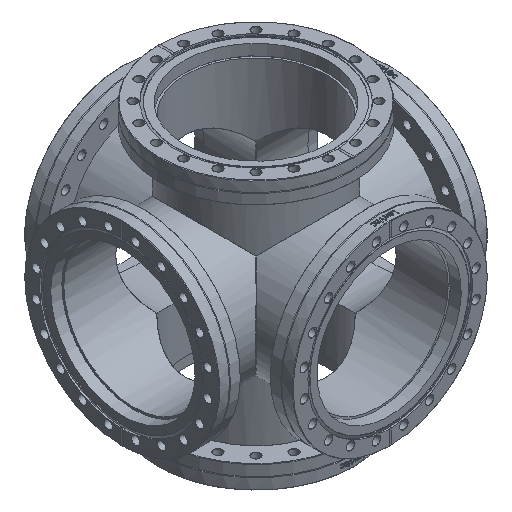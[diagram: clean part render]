
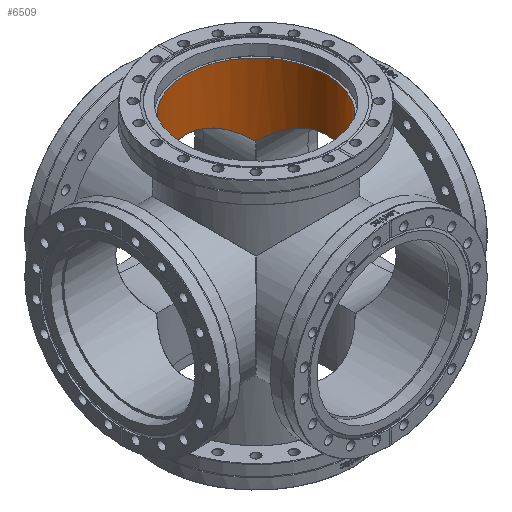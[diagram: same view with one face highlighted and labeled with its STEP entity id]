
A CAD part, isometric view. The second image highlights one B-rep face of the part: STEP entity #6509.
In plain terms, the highlighted cylindrical face has radius 73 mm (diameter 146 mm), a full revolution.
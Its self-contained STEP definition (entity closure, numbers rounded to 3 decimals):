
#12=ELLIPSE('',#7179,103.238,73.);
#14=ELLIPSE('',#7182,103.238,73.);
#15=ELLIPSE('',#7183,103.238,73.);
#19=ELLIPSE('',#7190,103.238,73.);
#20=ELLIPSE('',#7192,103.238,73.);
#560=CYLINDRICAL_SURFACE('',#7193,73.);
#1093=FACE_OUTER_BOUND('',#1549,.T.);
#1549=EDGE_LOOP('',(#6056,#6057,#6058,#6059,#6060,#6061,#6062,#6063));
#1898=LINE('',#36832,#2245);
#2245=VECTOR('',#8708,73.);
#2560=CIRCLE('',#7194,73.);
#3182=VERTEX_POINT('',#36802);
#3183=VERTEX_POINT('',#36804);
#3186=VERTEX_POINT('',#36811);
#3187=VERTEX_POINT('',#36813);
#3188=VERTEX_POINT('',#36815);
#3191=VERTEX_POINT('',#36831);
#4134=EDGE_CURVE('',#3183,#3182,#12,.T.);
#4138=EDGE_CURVE('',#3187,#3186,#14,.T.);
#4139=EDGE_CURVE('',#3188,#3187,#15,.T.);
#4146=EDGE_CURVE('',#3182,#3188,#19,.T.);
#4147=EDGE_CURVE('',#3186,#3183,#20,.T.);
#4148=EDGE_CURVE('',#3187,#3191,#1898,.T.);
#4149=EDGE_CURVE('',#3191,#3191,#2560,.T.);
#6056=ORIENTED_EDGE('',*,*,#4134,.T.);
#6057=ORIENTED_EDGE('',*,*,#4146,.T.);
#6058=ORIENTED_EDGE('',*,*,#4139,.T.);
#6059=ORIENTED_EDGE('',*,*,#4148,.T.);
#6060=ORIENTED_EDGE('',*,*,#4149,.F.);
#6061=ORIENTED_EDGE('',*,*,#4148,.F.);
#6062=ORIENTED_EDGE('',*,*,#4138,.T.);
#6063=ORIENTED_EDGE('',*,*,#4147,.T.);
#6509=ADVANCED_FACE('',(#1093),#560,.F.);
#7179=AXIS2_PLACEMENT_3D('',#36805,#8674,#8675);
#7182=AXIS2_PLACEMENT_3D('',#36814,#8682,#8683);
#7183=AXIS2_PLACEMENT_3D('',#36816,#8684,#8685);
#7190=AXIS2_PLACEMENT_3D('',#36827,#8700,#8701);
#7192=AXIS2_PLACEMENT_3D('',#36829,#8704,#8705);
#7193=AXIS2_PLACEMENT_3D('',#36830,#8706,#8707);
#7194=AXIS2_PLACEMENT_3D('',#36833,#8709,#8710);
#8674=DIRECTION('center_axis',(-0.707,0.,
0.707));
#8675=DIRECTION('ref_axis',(-0.707,0.,-0.707));
#8682=DIRECTION('center_axis',(0.707,0.,0.707));
#8683=DIRECTION('ref_axis',(-0.707,0.,0.707));
#8684=DIRECTION('center_axis',(0.707,0.,0.707));
#8685=DIRECTION('ref_axis',(-0.707,0.,0.707));
#8700=DIRECTION('center_axis',(0.,-0.707,
0.707));
#8701=DIRECTION('ref_axis',(0.,0.707,0.707));
#8704=DIRECTION('center_axis',(0.,0.707,0.707));
#8705=DIRECTION('ref_axis',(0.,0.707,-0.707));
#8706=DIRECTION('center_axis',(0.,0.,-1.));
#8707=DIRECTION('ref_axis',(-1.,0.,0.));
#8708=DIRECTION('',(0.,0.,-1.));
#8709=DIRECTION('center_axis',(0.,0.,1.));
#8710=DIRECTION('ref_axis',(-1.,0.,0.));
#36802=CARTESIAN_POINT('',(-51.619,-51.619,-51.619));
#36804=CARTESIAN_POINT('',(-51.619,51.619,-51.619));
#36805=CARTESIAN_POINT('Origin',(0.,0.,0.));
#36811=CARTESIAN_POINT('',(51.619,51.619,-51.619));
#36813=CARTESIAN_POINT('',(73.,0.,-73.));
#36814=CARTESIAN_POINT('Origin',(0.,0.,0.));
#36815=CARTESIAN_POINT('',(51.619,-51.619,-51.619));
#36816=CARTESIAN_POINT('Origin',(0.,0.,0.));
#36827=CARTESIAN_POINT('Origin',(0.,0.,0.));
#36829=CARTESIAN_POINT('Origin',(0.,0.,0.));
#36830=CARTESIAN_POINT('Origin',(0.,0.,0.));
#36831=CARTESIAN_POINT('',(73.,0.,-127.));
#36832=CARTESIAN_POINT('',(73.,0.,0.));
#36833=CARTESIAN_POINT('Origin',(0.,0.,-127.));
